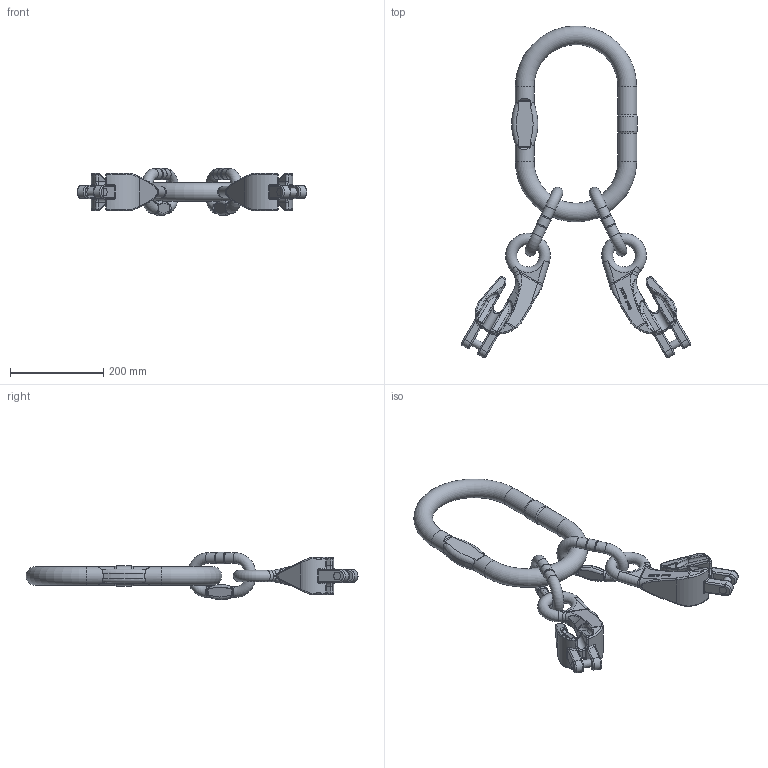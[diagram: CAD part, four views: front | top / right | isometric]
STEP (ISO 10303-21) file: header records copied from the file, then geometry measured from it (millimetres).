
FILE_DESCRIPTION(/* description */ (''),/* implementation_level */ '2;1');
FILE_NAME(/* name */ 'pewag_LXKW_2-16',/* time_stamp */ '2010-03-03T15:54:30+01:00',/* author */ (''),/* organization */ (''),/* preprocessor_version */ 'ST-DEVELOPER v9',/* originating_system */ 'UGS - NX 4.0',/* authorisation */ '');
FILE_SCHEMA (('AUTOMOTIVE_DESIGN { 1 0 10303 214 1 1 1 1 }'));
Length unit declared in the file: millimetre
Products named in the file (1): rit7E48ozf4
Bounding box: 492.77 x 711.7 x 101.41 mm (x, y, z)
Volume: 2925125.9 mm3; surface area: 342578.4 mm2
Topology: 7 solids, 7 shells, 1051 faces, 2619 edges, 1556 vertices
Faces by surface type: plane 276, bspline 244, cylinder 211, extrusion 192, torus 70, sphere 44, cone 14
Full cylindrical faces by diameter (mm): 17 x6, 23 x8, 24.725 x2, 40 x4, 43 x1
Entity records: 38201 total; most frequent: CARTESIAN_POINT 15828, ORIENTED_EDGE 5040, DIRECTION 3906, EDGE_CURVE 2520, VERTEX_POINT 1540, AXIS2_PLACEMENT_3D 1436, EDGE_LOOP 1122, ADVANCED_FACE 1051
